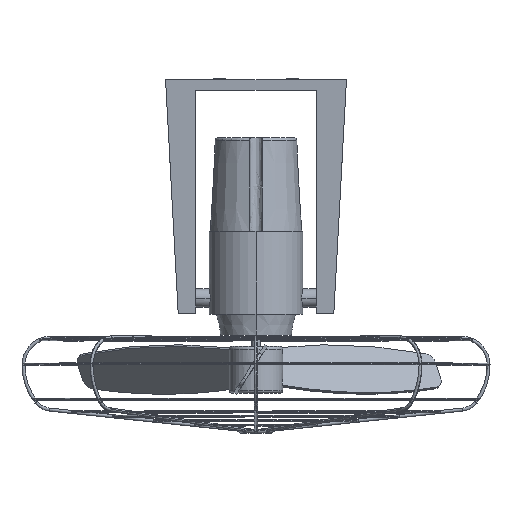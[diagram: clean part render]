
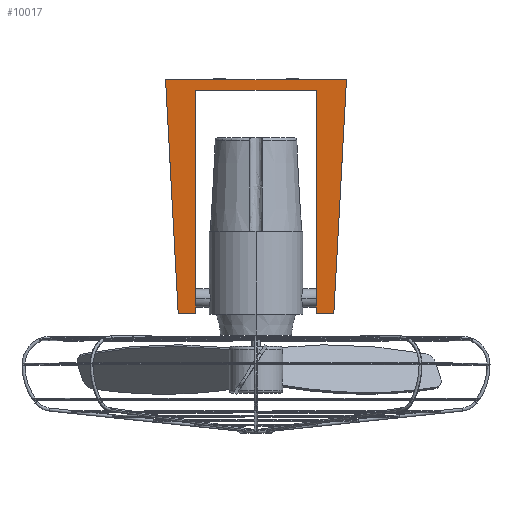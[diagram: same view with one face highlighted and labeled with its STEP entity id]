
A CAD part, top view. The second image highlights one B-rep face of the part: STEP entity #10017.
In plain terms, the highlighted planar face has unit normal (0, -0.052, 0.999).
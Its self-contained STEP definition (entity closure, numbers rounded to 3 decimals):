
#432 = FACE_OUTER_BOUND ( 'NONE', #17398, .T. ) ;
#2164 = PLANE ( 'NONE',  #5741 ) ;
#2165 = CARTESIAN_POINT ( 'NONE',  ( 58., 200., 19. ) ) ;
#2170 = DIRECTION ( 'NONE',  ( 0., -0.052, 0.999 ) ) ;
#2171 = DIRECTION ( 'NONE',  ( 0., -0.999, -0.052 ) ) ;
#5741 = AXIS2_PLACEMENT_3D ( 'NONE', #2165, #2170, #2171 ) ;
#6903 = CARTESIAN_POINT ( 'NONE',  ( -58., -3.38, 8.341 ) ) ;
#6908 = CARTESIAN_POINT ( 'NONE',  ( -58., -14.8, 7.743 ) ) ;
#6928 = CARTESIAN_POINT ( 'NONE',  ( 58., -3.38, 8.341 ) ) ;
#6932 = CARTESIAN_POINT ( 'NONE',  ( -58., 2.489, 8.649 ) ) ;
#6970 = CARTESIAN_POINT ( 'NONE',  ( 74.8, -14.8, 7.743 ) ) ;
#6971 = CARTESIAN_POINT ( 'NONE',  ( -74.8, -14.8, 7.743 ) ) ;
#6975 = CARTESIAN_POINT ( 'NONE',  ( -87., 210., 19.524 ) ) ;
#6976 = CARTESIAN_POINT ( 'NONE',  ( 58., 2.489, 8.649 ) ) ;
#6979 = CARTESIAN_POINT ( 'NONE',  ( 58., -14.8, 7.743 ) ) ;
#7005 = CARTESIAN_POINT ( 'NONE',  ( 87., 210., 19.524 ) ) ;
#7021 = CARTESIAN_POINT ( 'NONE',  ( 58., 200., 19. ) ) ;
#7090 = CARTESIAN_POINT ( 'NONE',  ( -58., 200., 19. ) ) ;
#7118 = VERTEX_POINT ( 'NONE', #6971 ) ;
#7122 = VERTEX_POINT ( 'NONE', #7021 ) ;
#7176 = VERTEX_POINT ( 'NONE', #6908 ) ;
#7179 = VERTEX_POINT ( 'NONE', #6928 ) ;
#7180 = VERTEX_POINT ( 'NONE', #7005 ) ;
#7182 = VERTEX_POINT ( 'NONE', #6903 ) ;
#7184 = VERTEX_POINT ( 'NONE', #6976 ) ;
#7185 = VERTEX_POINT ( 'NONE', #7090 ) ;
#7186 = VERTEX_POINT ( 'NONE', #6975 ) ;
#7188 = VERTEX_POINT ( 'NONE', #6979 ) ;
#7191 = VERTEX_POINT ( 'NONE', #6932 ) ;
#7196 = VERTEX_POINT ( 'NONE', #6970 ) ;
#7968 = ORIENTED_EDGE ( 'NONE', *, *, #8670, .T. ) ;
#7969 = ORIENTED_EDGE ( 'NONE', *, *, #8660, .T. ) ;
#7972 = ORIENTED_EDGE ( 'NONE', *, *, #8653, .T. ) ;
#7974 = ORIENTED_EDGE ( 'NONE', *, *, #8637, .T. ) ;
#7976 = ORIENTED_EDGE ( 'NONE', *, *, #8676, .T. ) ;
#7978 = ORIENTED_EDGE ( 'NONE', *, *, #8619, .T. ) ;
#7982 = ORIENTED_EDGE ( 'NONE', *, *, #8657, .T. ) ;
#7984 = ORIENTED_EDGE ( 'NONE', *, *, #8679, .T. ) ;
#7986 = ORIENTED_EDGE ( 'NONE', *, *, #8635, .T. ) ;
#7987 = ORIENTED_EDGE ( 'NONE', *, *, #8611, .T. ) ;
#8002 = ORIENTED_EDGE ( 'NONE', *, *, #8685, .T. ) ;
#8005 = ORIENTED_EDGE ( 'NONE', *, *, #8603, .T. ) ;
#8603 = EDGE_CURVE ( 'NONE', #7196, #7180, #13514, .T. ) ;
#8611 = EDGE_CURVE ( 'NONE', #7122, #7184, #13522, .T. ) ;
#8619 = EDGE_CURVE ( 'NONE', #7191, #7185, #13534, .T. ) ;
#8635 = EDGE_CURVE ( 'NONE', #7180, #7186, #13550, .T. ) ;
#8637 = EDGE_CURVE ( 'NONE', #7182, #7191, #13553, .T. ) ;
#8653 = EDGE_CURVE ( 'NONE', #7188, #7196, #13565, .T. ) ;
#8657 = EDGE_CURVE ( 'NONE', #7184, #7179, #13575, .T. ) ;
#8660 = EDGE_CURVE ( 'NONE', #7118, #7176, #13580, .T. ) ;
#8670 = EDGE_CURVE ( 'NONE', #7185, #7122, #13590, .T. ) ;
#8676 = EDGE_CURVE ( 'NONE', #7186, #7118, #13598, .T. ) ;
#8679 = EDGE_CURVE ( 'NONE', #7176, #7182, #13603, .T. ) ;
#8685 = EDGE_CURVE ( 'NONE', #7179, #7188, #13610, .T. ) ;
#10017 = ADVANCED_FACE ( 'NONE', ( #432 ), #2164, .T. ) ;
#13514 = LINE ( 'NONE', #16168, #13519 ) ;
#13519 = VECTOR ( 'NONE', #16166, 1000. ) ;
#13522 = LINE ( 'NONE', #16222, #13524 ) ;
#13524 = VECTOR ( 'NONE', #16227, 1000. ) ;
#13534 = LINE ( 'NONE', #16264, #13535 ) ;
#13535 = VECTOR ( 'NONE', #16265, 1000. ) ;
#13550 = LINE ( 'NONE', #16317, #13552 ) ;
#13552 = VECTOR ( 'NONE', #16321, 1000. ) ;
#13553 = LINE ( 'NONE', #16335, #13554 ) ;
#13554 = VECTOR ( 'NONE', #16336, 1000. ) ;
#13565 = LINE ( 'NONE', #16787, #13571 ) ;
#13571 = VECTOR ( 'NONE', #16779, 1000. ) ;
#13575 = LINE ( 'NONE', #16797, #13578 ) ;
#13578 = VECTOR ( 'NONE', #16798, 1000. ) ;
#13580 = LINE ( 'NONE', #16799, #13582 ) ;
#13582 = VECTOR ( 'NONE', #16800, 1000. ) ;
#13590 = LINE ( 'NONE', #16823, #13591 ) ;
#13591 = VECTOR ( 'NONE', #16852, 1000. ) ;
#13598 = LINE ( 'NONE', #16866, #13601 ) ;
#13601 = VECTOR ( 'NONE', #16867, 1000. ) ;
#13603 = LINE ( 'NONE', #16868, #13605 ) ;
#13605 = VECTOR ( 'NONE', #16869, 1000. ) ;
#13610 = LINE ( 'NONE', #16899, #13612 ) ;
#13612 = VECTOR ( 'NONE', #16886, 1000. ) ;
#16166 = DIRECTION ( 'NONE',  ( 0.054, 0.997, 0.052 ) ) ;
#16168 = CARTESIAN_POINT ( 'NONE',  ( 86.374, 198.464, 18.92 ) ) ;
#16222 = CARTESIAN_POINT ( 'NONE',  ( 58., 200., 19. ) ) ;
#16227 = DIRECTION ( 'NONE',  ( 0., -0.999, -0.052 ) ) ;
#16264 = CARTESIAN_POINT ( 'NONE',  ( -58., 200., 19. ) ) ;
#16265 = DIRECTION ( 'NONE',  ( 0., 0.999, 0.052 ) ) ;
#16317 = CARTESIAN_POINT ( 'NONE',  ( 58., 210., 19.524 ) ) ;
#16321 = DIRECTION ( 'NONE',  ( -1., 0., 0. ) ) ;
#16335 = CARTESIAN_POINT ( 'NONE',  ( -58., 200., 19. ) ) ;
#16336 = DIRECTION ( 'NONE',  ( 0., 0.999, 0.052 ) ) ;
#16779 = DIRECTION ( 'NONE',  ( 1., 0., 0. ) ) ;
#16787 = CARTESIAN_POINT ( 'NONE',  ( 58., -14.8, 7.743 ) ) ;
#16797 = CARTESIAN_POINT ( 'NONE',  ( 58., 200., 19. ) ) ;
#16798 = DIRECTION ( 'NONE',  ( 0., -0.999, -0.052 ) ) ;
#16799 = CARTESIAN_POINT ( 'NONE',  ( 58., -14.8, 7.743 ) ) ;
#16800 = DIRECTION ( 'NONE',  ( 1., 0., 0. ) ) ;
#16823 = CARTESIAN_POINT ( 'NONE',  ( 58., 200., 19. ) ) ;
#16852 = DIRECTION ( 'NONE',  ( 1., 0., 0. ) ) ;
#16866 = CARTESIAN_POINT ( 'NONE',  ( -86.034, 192.205, 18.591 ) ) ;
#16867 = DIRECTION ( 'NONE',  ( 0.054, -0.997, -0.052 ) ) ;
#16868 = CARTESIAN_POINT ( 'NONE',  ( -58., 200., 19. ) ) ;
#16869 = DIRECTION ( 'NONE',  ( 0., 0.999, 0.052 ) ) ;
#16886 = DIRECTION ( 'NONE',  ( 0., -0.999, -0.052 ) ) ;
#16899 = CARTESIAN_POINT ( 'NONE',  ( 58., 200., 19. ) ) ;
#17398 = EDGE_LOOP ( 'NONE', ( #7976, #7969, #7984, #7974, #7978, #7968, #7987, #7982, #8002, #7972, #8005, #7986 ) ) ;
